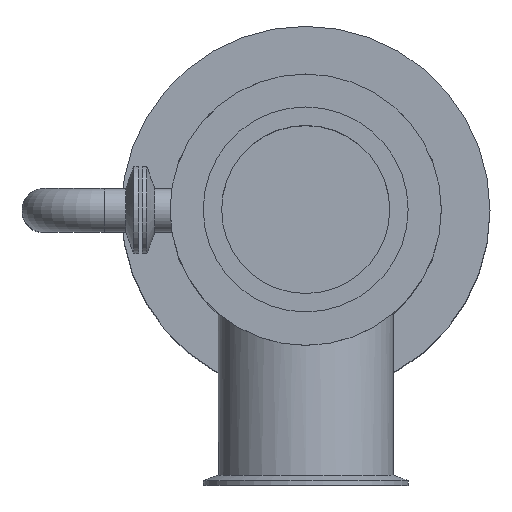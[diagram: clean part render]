
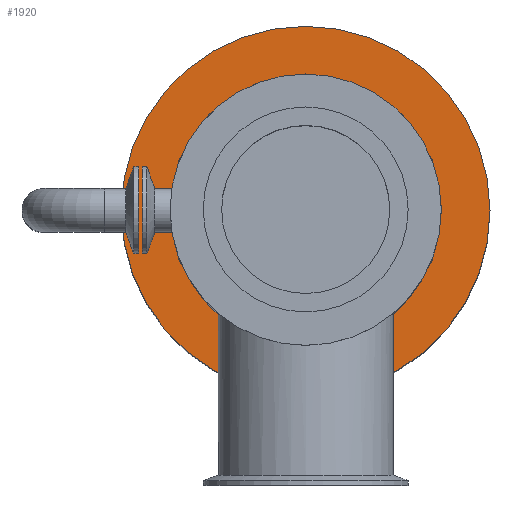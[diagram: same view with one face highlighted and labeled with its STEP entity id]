
A CAD part, top view. The second image highlights one B-rep face of the part: STEP entity #1920.
In plain terms, the highlighted face is planar.
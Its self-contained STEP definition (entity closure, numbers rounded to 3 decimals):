
#418=FACE_BOUND('',#628,.T.);
#484=FACE_OUTER_BOUND('',#627,.T.);
#627=EDGE_LOOP('',(#1465));
#628=EDGE_LOOP('',(#1466));
#755=CIRCLE('',#2162,40.);
#764=CIRCLE('',#2179,107.);
#903=VERTEX_POINT('',#3332);
#912=VERTEX_POINT('',#3398);
#1095=EDGE_CURVE('',#903,#903,#755,.T.);
#1110=EDGE_CURVE('',#912,#912,#764,.T.);
#1465=ORIENTED_EDGE('',*,*,#1110,.T.);
#1466=ORIENTED_EDGE('',*,*,#1095,.T.);
#1835=PLANE('',#2186);
#1920=ADVANCED_FACE('',(#484,#418),#1835,.T.);
#2162=AXIS2_PLACEMENT_3D('',#3333,#2524,#2525);
#2179=AXIS2_PLACEMENT_3D('',#3399,#2562,#2563);
#2186=AXIS2_PLACEMENT_3D('',#3411,#2578,#2579);
#2524=DIRECTION('center_axis',(0.,0.,1.));
#2525=DIRECTION('ref_axis',(1.,0.,0.));
#2562=DIRECTION('center_axis',(0.,0.,-1.));
#2563=DIRECTION('ref_axis',(-1.,0.,0.));
#2578=DIRECTION('center_axis',(0.,0.,-1.));
#2579=DIRECTION('ref_axis',(-1.,0.,0.));
#3332=CARTESIAN_POINT('',(-40.,0.,218.3));
#3333=CARTESIAN_POINT('Origin',(0.,0.,218.3));
#3398=CARTESIAN_POINT('',(107.,0.,218.3));
#3399=CARTESIAN_POINT('Origin',(0.,0.,218.3));
#3411=CARTESIAN_POINT('Origin',(-53.5,0.,218.3));
